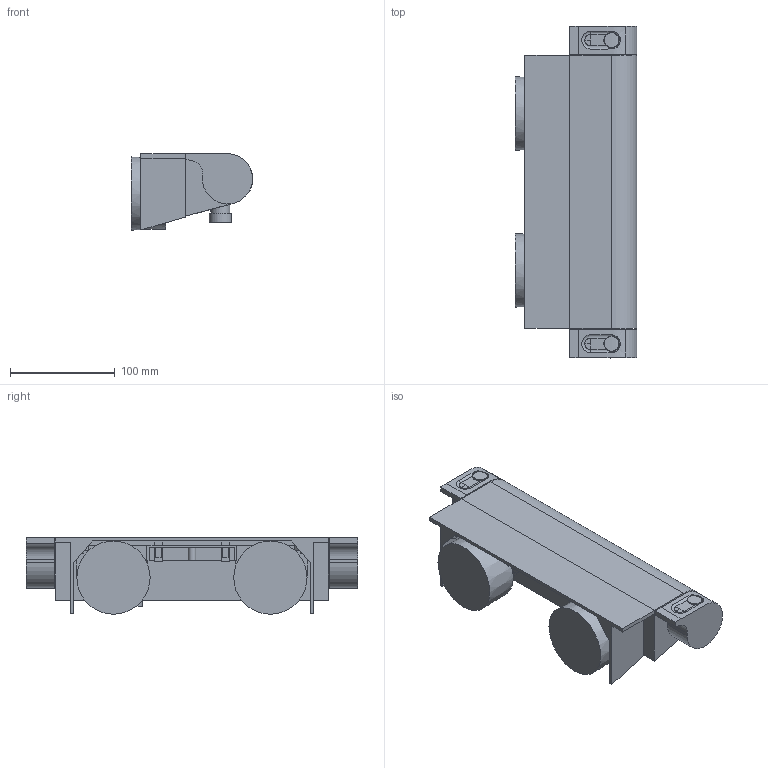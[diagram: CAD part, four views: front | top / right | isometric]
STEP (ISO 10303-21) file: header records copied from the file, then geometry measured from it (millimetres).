
FILE_DESCRIPTION(/* description */ ('Unknown'),/* implementation_level */ '2;1');
FILE_NAME(/* name */ '34469001',/* time_stamp */ '2022-09-07T08:21:07+02:00',/* author */ ('Unknown'),/* organization */ ('GROHE AG'),/* preprocessor_version */ 'ST-DEVELOPER v16.7',/* originating_system */ 'DEX',/* authorisation */ $);
FILE_SCHEMA (('AUTOMOTIVE_DESIGN {1 0 10303 214 3 1 1}'));
Length unit declared in the file: millimetre
Products named in the file (6): 34469001; 34469001_0; 34469001_1; id105; 403671038_GRIFF_THM-_TEMPERATUR_01603250
Assembly tree (5 placements, depth 2):
  34469001
    34469001
    34469001_0
    34469001_1
    id105
    403671038_GRIFF_THM-_TEMPERATUR_01603250
Bounding box: 115.97 x 317.27 x 73.03 mm (x, y, z)
Volume: 409900.9 mm3; surface area: 185912.1 mm2
Topology: 5 solids, 16 shells, 233 faces, 713 edges, 488 vertices
Faces by surface type: plane 170, cylinder 47, bspline 10, cone 4, sphere 2
Full cylindrical faces by diameter (mm): 3.8 x2, 14 x2, 14.7 x2, 18 x1, 18.5 x1, 20.96 x1, 38.5 x2
Entity records: 9284 total; most frequent: CARTESIAN_POINT 2793, ORIENTED_EDGE 1227, DIRECTION 1210, EDGE_CURVE 683, LINE 502, VECTOR 502, VERTEX_POINT 475, AXIS2_PLACEMENT_3D 354
